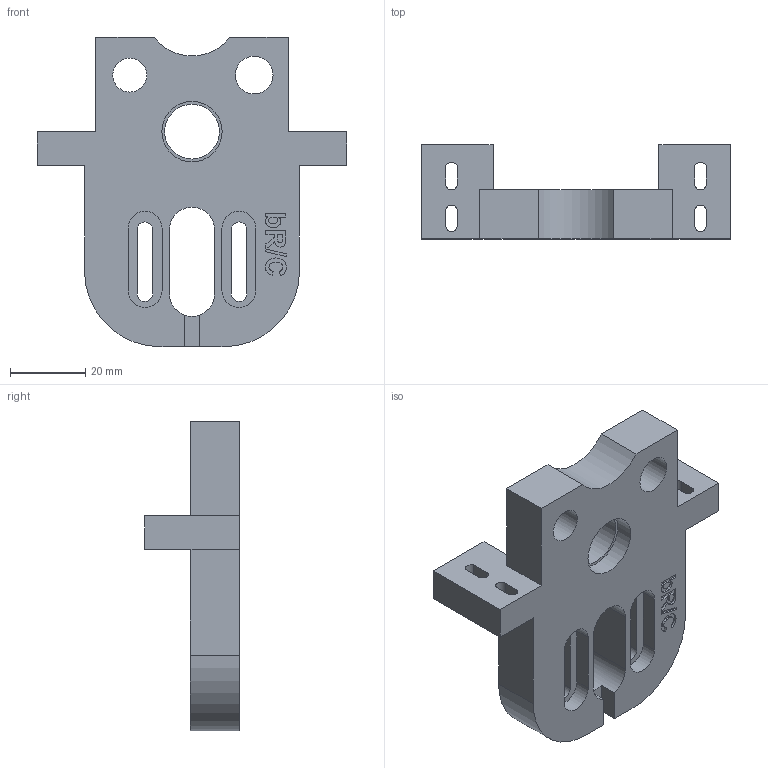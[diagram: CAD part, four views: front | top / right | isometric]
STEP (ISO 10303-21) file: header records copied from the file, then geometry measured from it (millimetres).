
FILE_DESCRIPTION(/* description */ (''),/* implementation_level */ '2;1');
FILE_NAME(/* name */ 'Support moteur partie A usinage v6.step',/* time_stamp */ '2019-05-02T14:27:38+02:00',/* author */ (''),/* organization */ (''),/* preprocessor_version */ 'ST-DEVELOPER v18',/* originating_system */ 'Autodesk Translation Framework v8.2.0.1029',/* authorisation */ '');
FILE_SCHEMA (('AUTOMOTIVE_DESIGN { 1 0 10303 214 3 1 1 }'));
Length unit declared in the file: millimetre
Products named in the file (1): Support moteur partie A usinage
Bounding box: 82 x 25 x 82 mm (x, y, z)
Volume: 50287.9 mm3; surface area: 17108.9 mm2
Topology: 1 solids, 1 shells, 143 faces, 400 edges, 267 vertices
Faces by surface type: plane 71, bspline 47, cylinder 25
Full cylindrical faces by diameter (mm): 9 x1, 10 x1, 14.5 x1, 16 x1
Entity records: 5098 total; most frequent: CARTESIAN_POINT 1610, ORIENTED_EDGE 800, DIRECTION 553, EDGE_CURVE 400, VERTEX_POINT 267, LINE 253, VECTOR 253, EDGE_LOOP 171
